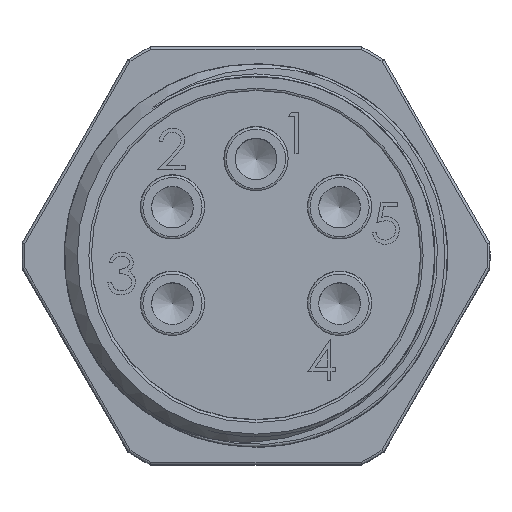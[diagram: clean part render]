
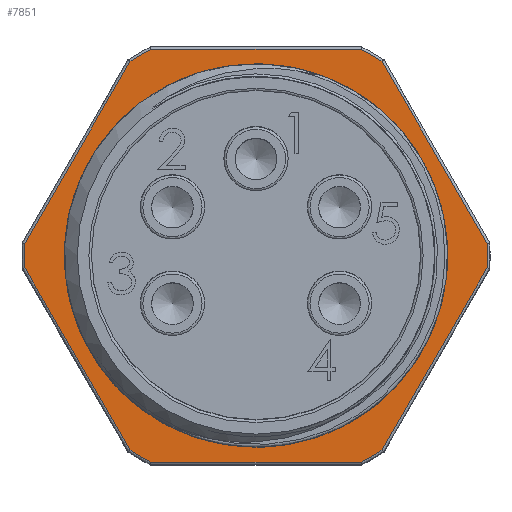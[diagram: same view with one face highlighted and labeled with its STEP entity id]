
A CAD part, top view. The second image highlights one B-rep face of the part: STEP entity #7851.
In plain terms, the highlighted planar face has unit normal (0, 0, 1).
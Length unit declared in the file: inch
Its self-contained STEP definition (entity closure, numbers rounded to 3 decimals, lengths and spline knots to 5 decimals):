
#127=PLANE($,#8525);
#533=LINE($,#19822,#848);
#534=LINE($,#19826,#849);
#535=LINE($,#19830,#850);
#536=LINE($,#19834,#851);
#537=LINE($,#19837,#852);
#538=LINE($,#19839,#853);
#848=VECTOR($,#9704,0.40841);
#849=VECTOR($,#9707,0.40841);
#850=VECTOR($,#9710,0.40841);
#851=VECTOR($,#9713,0.40841);
#852=VECTOR($,#9716,0.40841);
#853=VECTOR($,#9717,0.40841);
#1452=FACE_BOUND($,#2385,.T.);
#1785=FACE_OUTER_BOUND($,#2384,.T.);
#2384=EDGE_LOOP($,(#5825,#5826,#5827,#5828,#5829,#5830,#5831,#5832,#5833,
#5834,#5835,#5836));
#2385=EDGE_LOOP($,(#5837));
#3186=CIRCLE($,#8419,0.363);
#3206=CIRCLE($,#8449,0.45);
#3247=CIRCLE($,#8526,0.45);
#3248=CIRCLE($,#8527,0.45);
#3249=CIRCLE($,#8528,0.45);
#3250=CIRCLE($,#8529,0.45);
#3251=CIRCLE($,#8530,0.45);
#3655=VERTEX_POINT($,#11932);
#3675=VERTEX_POINT($,#11982);
#3676=VERTEX_POINT($,#11983);
#3810=VERTEX_POINT($,#19820);
#3811=VERTEX_POINT($,#19821);
#3812=VERTEX_POINT($,#19823);
#3813=VERTEX_POINT($,#19825);
#3814=VERTEX_POINT($,#19827);
#3815=VERTEX_POINT($,#19829);
#3816=VERTEX_POINT($,#19831);
#3817=VERTEX_POINT($,#19833);
#3818=VERTEX_POINT($,#19835);
#3819=VERTEX_POINT($,#19838);
#4486=EDGE_CURVE($,#3655,#3655,#3186,.T.);
#4506=EDGE_CURVE($,#3675,#3676,#3206,.T.);
#4654=EDGE_CURVE($,#3810,#3811,#533,.T.);
#4655=EDGE_CURVE($,#3811,#3812,#3247,.T.);
#4656=EDGE_CURVE($,#3812,#3813,#534,.T.);
#4657=EDGE_CURVE($,#3813,#3814,#3248,.T.);
#4658=EDGE_CURVE($,#3814,#3815,#535,.T.);
#4659=EDGE_CURVE($,#3815,#3816,#3249,.T.);
#4660=EDGE_CURVE($,#3816,#3817,#536,.T.);
#4661=EDGE_CURVE($,#3817,#3818,#3250,.T.);
#4662=EDGE_CURVE($,#3818,#3675,#537,.T.);
#4663=EDGE_CURVE($,#3676,#3819,#538,.T.);
#4664=EDGE_CURVE($,#3819,#3810,#3251,.T.);
#5825=ORIENTED_EDGE($,*,*,#4654,.T.);
#5826=ORIENTED_EDGE($,*,*,#4655,.T.);
#5827=ORIENTED_EDGE($,*,*,#4656,.T.);
#5828=ORIENTED_EDGE($,*,*,#4657,.T.);
#5829=ORIENTED_EDGE($,*,*,#4658,.T.);
#5830=ORIENTED_EDGE($,*,*,#4659,.T.);
#5831=ORIENTED_EDGE($,*,*,#4660,.T.);
#5832=ORIENTED_EDGE($,*,*,#4661,.T.);
#5833=ORIENTED_EDGE($,*,*,#4662,.T.);
#5834=ORIENTED_EDGE($,*,*,#4506,.T.);
#5835=ORIENTED_EDGE($,*,*,#4663,.T.);
#5836=ORIENTED_EDGE($,*,*,#4664,.T.);
#5837=ORIENTED_EDGE($,*,*,#4486,.T.);
#7851=ADVANCED_FACE($,(#1785,#1452),#127,.F.);
#8419=AXIS2_PLACEMENT_3D($,#11933,#9487,#9488);
#8449=AXIS2_PLACEMENT_3D($,#11984,#9547,#9548);
#8525=AXIS2_PLACEMENT_3D($,#19819,#9702,#9703);
#8526=AXIS2_PLACEMENT_3D($,#19824,#9705,#9706);
#8527=AXIS2_PLACEMENT_3D($,#19828,#9708,#9709);
#8528=AXIS2_PLACEMENT_3D($,#19832,#9711,#9712);
#8529=AXIS2_PLACEMENT_3D($,#19836,#9714,#9715);
#8530=AXIS2_PLACEMENT_3D($,#19840,#9718,#9719);
#9487=DIRECTION('center_axis',(0.,0.,-1.));
#9488=DIRECTION('ref_axis',(-1.,0.,0.));
#9547=DIRECTION('center_axis',(0.,0.,1.));
#9548=DIRECTION('ref_axis',(-1.,0.,0.));
#9702=DIRECTION('center_axis',(0.,0.,-1.));
#9703=DIRECTION('ref_axis',(-1.,0.,0.));
#9704=DIRECTION($,(1.,0.,0.));
#9705=DIRECTION('center_axis',(0.,0.,1.));
#9706=DIRECTION('ref_axis',(-1.,0.,0.));
#9707=DIRECTION($,(0.5,0.866,0.));
#9708=DIRECTION('center_axis',(0.,0.,1.));
#9709=DIRECTION('ref_axis',(-1.,0.,0.));
#9710=DIRECTION($,(-0.5,0.866,0.));
#9711=DIRECTION('center_axis',(0.,0.,1.));
#9712=DIRECTION('ref_axis',(-1.,0.,0.));
#9713=DIRECTION($,(-1.,0.,0.));
#9714=DIRECTION('center_axis',(0.,0.,1.));
#9715=DIRECTION('ref_axis',(-1.,0.,0.));
#9716=DIRECTION($,(-0.5,-0.866,0.));
#9717=DIRECTION($,(0.5,-0.866,0.));
#9718=DIRECTION('center_axis',(0.,0.,1.));
#9719=DIRECTION('ref_axis',(-1.,0.,0.));
#11932=CARTESIAN_POINT('',(-0.363,0.,0.25));
#11933=CARTESIAN_POINT('Origin',(0.,0.,
0.25));
#11982=CARTESIAN_POINT('',(-0.44938,0.02365,0.25));
#11983=CARTESIAN_POINT('',(-0.44938,-0.02365,0.25));
#11984=CARTESIAN_POINT('Origin',(0.,0.,0.25));
#19819=CARTESIAN_POINT('Origin',(-0.2344,0.406,0.25));
#19820=CARTESIAN_POINT('',(-0.2042,-0.401,0.25));
#19821=CARTESIAN_POINT('',(0.2042,-0.401,0.25));
#19822=CARTESIAN_POINT($,(0.2054,-0.401,0.25));
#19823=CARTESIAN_POINT('',(0.24517,-0.37735,0.25));
#19824=CARTESIAN_POINT('Origin',(0.,0.,0.25));
#19825=CARTESIAN_POINT('',(0.44938,-0.02365,0.25));
#19826=CARTESIAN_POINT($,(0.44998,-0.02262,0.25));
#19827=CARTESIAN_POINT('',(0.44938,0.02365,0.25));
#19828=CARTESIAN_POINT('Origin',(0.,0.,0.25));
#19829=CARTESIAN_POINT('',(0.24517,0.37735,0.25));
#19830=CARTESIAN_POINT($,(0.24458,0.37838,0.25));
#19831=CARTESIAN_POINT('',(0.2042,0.401,0.25));
#19832=CARTESIAN_POINT('Origin',(0.,0.,0.25));
#19833=CARTESIAN_POINT('',(-0.2042,0.401,0.25));
#19834=CARTESIAN_POINT($,(-0.2054,0.401,0.25));
#19835=CARTESIAN_POINT('',(-0.24517,0.37735,0.25));
#19836=CARTESIAN_POINT('Origin',(0.,0.,0.25));
#19837=CARTESIAN_POINT($,(-0.44998,0.02262,0.25));
#19838=CARTESIAN_POINT('',(-0.24517,-0.37735,0.25));
#19839=CARTESIAN_POINT($,(-0.24458,-0.37838,0.25));
#19840=CARTESIAN_POINT('Origin',(0.,0.,0.25));
